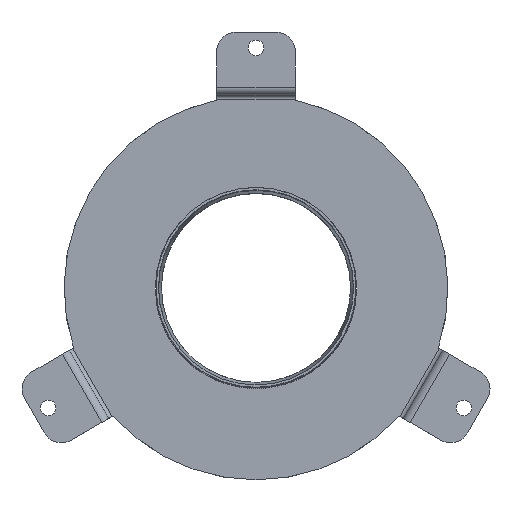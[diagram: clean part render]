
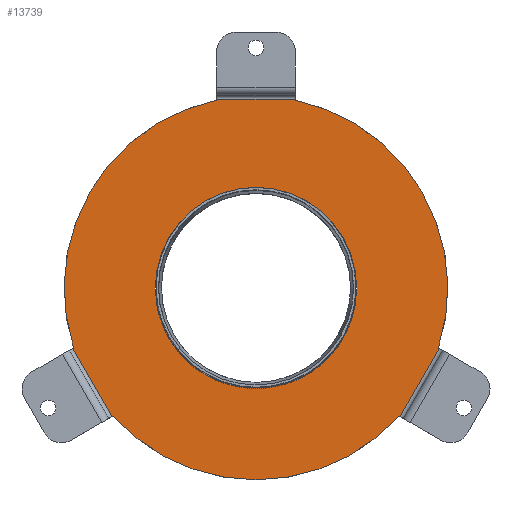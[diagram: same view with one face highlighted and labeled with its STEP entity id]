
A CAD part, top view. The second image highlights one B-rep face of the part: STEP entity #13739.
In plain terms, the highlighted planar face has unit normal (0, 0, 1).
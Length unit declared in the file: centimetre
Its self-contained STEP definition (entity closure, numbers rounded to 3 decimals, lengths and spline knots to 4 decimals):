
#187=FACE_BOUND('',#2452,.T.);
#247=PLANE('',#20078);
#1343=FACE_OUTER_BOUND('',#2451,.T.);
#2451=EDGE_LOOP('',(#8701,#8702,#8703,#8704,#8705,#8706,#8707,#8708,#8709,
#8710,#8711,#8712,#8713,#8714,#8715,#8716,#8717,#8718));
#2452=EDGE_LOOP('',(#8719,#8720,#8721,#8722));
#3496=CIRCLE('',#19939,49.6);
#3498=CIRCLE('',#19944,51.15);
#3516=CIRCLE('',#19975,0.5);
#3518=CIRCLE('',#19979,0.5);
#3520=CIRCLE('',#19982,97.5);
#3522=CIRCLE('',#19985,0.5);
#3524=CIRCLE('',#19989,0.5);
#3526=CIRCLE('',#19992,97.5);
#3528=CIRCLE('',#19995,0.5);
#3530=CIRCLE('',#19999,0.5);
#3531=CIRCLE('',#20001,97.5);
#3752=VERTEX_POINT('',#26495);
#3753=VERTEX_POINT('',#26496);
#3756=VERTEX_POINT('',#26504);
#3758=VERTEX_POINT('',#26510);
#3795=VERTEX_POINT('',#26609);
#3796=VERTEX_POINT('',#26611);
#3798=VERTEX_POINT('',#26617);
#3801=VERTEX_POINT('',#26624);
#3802=VERTEX_POINT('',#26626);
#3804=VERTEX_POINT('',#26632);
#3806=VERTEX_POINT('',#26638);
#3808=VERTEX_POINT('',#26644);
#3811=VERTEX_POINT('',#26651);
#3812=VERTEX_POINT('',#26653);
#3814=VERTEX_POINT('',#26659);
#3816=VERTEX_POINT('',#26665);
#3818=VERTEX_POINT('',#26671);
#3821=VERTEX_POINT('',#26678);
#3822=VERTEX_POINT('',#26680);
#3855=VERTEX_POINT('',#26819);
#3858=VERTEX_POINT('',#26838);
#3861=VERTEX_POINT('',#26857);
#5637=EDGE_CURVE('',#3752,#3753,#3496,.T.);
#5641=EDGE_CURVE('',#3753,#3756,#15060,.T.);
#5644=EDGE_CURVE('',#3758,#3752,#15063,.T.);
#5647=EDGE_CURVE('',#3756,#3758,#3498,.T.);
#5693=EDGE_CURVE('',#3795,#3796,#3516,.T.);
#5697=EDGE_CURVE('',#3798,#3795,#15097,.T.);
#5700=EDGE_CURVE('',#3801,#3802,#3518,.T.);
#5704=EDGE_CURVE('',#3804,#3801,#3520,.T.);
#5707=EDGE_CURVE('',#3806,#3804,#3522,.T.);
#5710=EDGE_CURVE('',#3808,#3806,#15104,.T.);
#5713=EDGE_CURVE('',#3811,#3812,#3524,.T.);
#5717=EDGE_CURVE('',#3814,#3811,#3526,.T.);
#5720=EDGE_CURVE('',#3816,#3814,#3528,.T.);
#5723=EDGE_CURVE('',#3818,#3816,#15111,.T.);
#5726=EDGE_CURVE('',#3821,#3822,#3530,.T.);
#5728=EDGE_CURVE('',#3796,#3821,#3531,.T.);
#5799=EDGE_CURVE('',#3808,#3855,#15164,.T.);
#5809=EDGE_CURVE('',#3798,#3858,#15170,.T.);
#5819=EDGE_CURVE('',#3818,#3861,#15176,.T.);
#5820=EDGE_CURVE('',#3812,#3855,#15177,.T.);
#5821=EDGE_CURVE('',#3822,#3861,#15178,.T.);
#5822=EDGE_CURVE('',#3802,#3858,#15179,.T.);
#8701=ORIENTED_EDGE('',*,*,#5799,.T.);
#8702=ORIENTED_EDGE('',*,*,#5820,.F.);
#8703=ORIENTED_EDGE('',*,*,#5713,.F.);
#8704=ORIENTED_EDGE('',*,*,#5717,.F.);
#8705=ORIENTED_EDGE('',*,*,#5720,.F.);
#8706=ORIENTED_EDGE('',*,*,#5723,.F.);
#8707=ORIENTED_EDGE('',*,*,#5819,.T.);
#8708=ORIENTED_EDGE('',*,*,#5821,.F.);
#8709=ORIENTED_EDGE('',*,*,#5726,.F.);
#8710=ORIENTED_EDGE('',*,*,#5728,.F.);
#8711=ORIENTED_EDGE('',*,*,#5693,.F.);
#8712=ORIENTED_EDGE('',*,*,#5697,.F.);
#8713=ORIENTED_EDGE('',*,*,#5809,.T.);
#8714=ORIENTED_EDGE('',*,*,#5822,.F.);
#8715=ORIENTED_EDGE('',*,*,#5700,.F.);
#8716=ORIENTED_EDGE('',*,*,#5704,.F.);
#8717=ORIENTED_EDGE('',*,*,#5707,.F.);
#8718=ORIENTED_EDGE('',*,*,#5710,.F.);
#8719=ORIENTED_EDGE('',*,*,#5647,.T.);
#8720=ORIENTED_EDGE('',*,*,#5644,.T.);
#8721=ORIENTED_EDGE('',*,*,#5637,.T.);
#8722=ORIENTED_EDGE('',*,*,#5641,.T.);
#13739=ADVANCED_FACE('',(#1343,#187),#247,.T.);
#15060=LINE('',#26505,#17481);
#15063=LINE('',#26511,#17484);
#15097=LINE('',#26619,#17518);
#15104=LINE('',#26646,#17525);
#15111=LINE('',#26673,#17532);
#15164=LINE('',#26824,#17585);
#15170=LINE('',#26843,#17591);
#15176=LINE('',#26862,#17597);
#15177=LINE('',#26864,#17598);
#15178=LINE('',#26865,#17599);
#15179=LINE('',#26866,#17600);
#17481=VECTOR('',#21394,1.);
#17484=VECTOR('',#21399,1.);
#17518=VECTOR('',#21501,10.);
#17525=VECTOR('',#21528,10.);
#17532=VECTOR('',#21555,10.);
#17585=VECTOR('',#21730,10.);
#17591=VECTOR('',#21756,10.);
#17597=VECTOR('',#21782,10.);
#17598=VECTOR('',#21785,10.);
#17599=VECTOR('',#21786,10.);
#17600=VECTOR('',#21787,10.);
#19939=AXIS2_PLACEMENT_3D('',#26497,#21386,#21387);
#19944=AXIS2_PLACEMENT_3D('',#26516,#21404,#21405);
#19975=AXIS2_PLACEMENT_3D('',#26612,#21494,#21495);
#19979=AXIS2_PLACEMENT_3D('',#26627,#21507,#21508);
#19982=AXIS2_PLACEMENT_3D('',#26634,#21515,#21516);
#19985=AXIS2_PLACEMENT_3D('',#26640,#21522,#21523);
#19989=AXIS2_PLACEMENT_3D('',#26654,#21534,#21535);
#19992=AXIS2_PLACEMENT_3D('',#26661,#21542,#21543);
#19995=AXIS2_PLACEMENT_3D('',#26667,#21549,#21550);
#19999=AXIS2_PLACEMENT_3D('',#26681,#21561,#21562);
#20001=AXIS2_PLACEMENT_3D('',#26684,#21566,#21567);
#20078=AXIS2_PLACEMENT_3D('',#26863,#21783,#21784);
#21386=DIRECTION('center_axis',(0.,0.,-1.));
#21387=DIRECTION('ref_axis',(0.985,-0.174,0.));
#21394=DIRECTION('',(-0.985,-0.174,0.));
#21399=DIRECTION('',(-0.985,0.174,0.));
#21404=DIRECTION('center_axis',(0.,0.,-1.));
#21405=DIRECTION('ref_axis',(-1.,0.,0.));
#21494=DIRECTION('center_axis',(0.,0.,
1.));
#21495=DIRECTION('ref_axis',(0.933,-0.359,0.));
#21501=DIRECTION('',(0.866,0.5,0.));
#21507=DIRECTION('center_axis',(0.,0.,
1.));
#21508=DIRECTION('ref_axis',(0.156,0.988,0.));
#21515=DIRECTION('center_axis',(0.,0.,
-1.));
#21516=DIRECTION('ref_axis',(0.745,0.667,0.));
#21522=DIRECTION('center_axis',(0.,0.,
1.));
#21523=DIRECTION('ref_axis',(-0.156,0.988,0.));
#21528=DIRECTION('',(-0.866,0.5,0.));
#21534=DIRECTION('center_axis',(0.,0.,
1.));
#21535=DIRECTION('ref_axis',(-0.933,-0.359,0.));
#21542=DIRECTION('center_axis',(0.,0.,
-1.));
#21543=DIRECTION('ref_axis',(-0.95,0.312,0.));
#21549=DIRECTION('center_axis',(0.,0.,
1.));
#21550=DIRECTION('ref_axis',(-0.778,-0.629,0.));
#21555=DIRECTION('',(0.,-1.,0.));
#21561=DIRECTION('center_axis',(0.,0.,
1.));
#21562=DIRECTION('ref_axis',(0.778,-0.629,0.));
#21566=DIRECTION('center_axis',(0.,0.,
-1.));
#21567=DIRECTION('ref_axis',(0.205,-0.979,0.));
#21730=DIRECTION('',(0.5,0.866,0.));
#21756=DIRECTION('',(0.5,-0.866,0.));
#21782=DIRECTION('',(-1.,0.,0.));
#21783=DIRECTION('center_axis',(0.,0.,
1.));
#21784=DIRECTION('ref_axis',(0.,-1.,0.));
#21785=DIRECTION('',(0.866,-0.5,0.));
#21786=DIRECTION('',(0.,1.,0.));
#21787=DIRECTION('',(-0.866,-0.5,0.));
#26495=CARTESIAN_POINT('',(75.6358,-8.6129,14.3515));
#26496=CARTESIAN_POINT('',(-22.0571,-8.6129,14.3515));
#26497=CARTESIAN_POINT('Origin',(26.7894,0.,
14.3515));
#26504=CARTESIAN_POINT('',(-23.5836,-8.8821,14.3515));
#26505=CARTESIAN_POINT('',(-22.0571,-8.6129,14.3515));
#26510=CARTESIAN_POINT('',(77.1623,-8.8821,14.3515));
#26511=CARTESIAN_POINT('',(77.1623,-8.8821,14.3515));
#26516=CARTESIAN_POINT('Origin',(26.7894,0.,
14.3515));
#26609=CARTESIAN_POINT('',(-66.2035,-30.5954,14.3515));
#26611=CARTESIAN_POINT('',(-65.9778,-30.0085,14.3515));
#26612=CARTESIAN_POINT('Origin',(-66.4535,-30.1624,14.3515));
#26617=CARTESIAN_POINT('',(-66.3491,-30.6795,14.3515));
#26619=CARTESIAN_POINT('',(-67.6481,-31.4295,14.3515));
#26624=CARTESIAN_POINT('',(-45.5824,-65.3344,14.3515));
#26626=CARTESIAN_POINT('',(-46.2035,-65.2365,14.3515));
#26627=CARTESIAN_POINT('Origin',(-45.9535,-65.6695,14.3515));
#26632=CARTESIAN_POINT('',(99.1611,-65.3344,14.3515));
#26634=CARTESIAN_POINT('Origin',(26.7894,0.,
14.3515));
#26638=CARTESIAN_POINT('',(99.7822,-65.2365,14.3515));
#26640=CARTESIAN_POINT('Origin',(99.5322,-65.6695,14.3515));
#26644=CARTESIAN_POINT('',(99.9278,-65.3205,14.3515));
#26646=CARTESIAN_POINT('',(101.2268,-66.0705,14.3515));
#26651=CARTESIAN_POINT('',(119.5565,-30.0085,14.3515));
#26653=CARTESIAN_POINT('',(119.7822,-30.5954,14.3515));
#26654=CARTESIAN_POINT('Origin',(120.0322,-30.1624,14.3515));
#26659=CARTESIAN_POINT('',(47.1848,95.3429,14.3515));
#26661=CARTESIAN_POINT('Origin',(26.7894,0.,
14.3515));
#26665=CARTESIAN_POINT('',(46.7894,95.8319,14.3515));
#26667=CARTESIAN_POINT('Origin',(47.2894,95.8319,14.3515));
#26671=CARTESIAN_POINT('',(46.7894,96.,14.3515));
#26673=CARTESIAN_POINT('',(46.7894,97.5,14.3515));
#26678=CARTESIAN_POINT('',(6.3939,95.3429,14.3515));
#26680=CARTESIAN_POINT('',(6.7894,95.8319,14.3515));
#26681=CARTESIAN_POINT('Origin',(6.2894,95.8319,14.3515));
#26684=CARTESIAN_POINT('Origin',(26.7894,0.,
14.3515));
#26819=CARTESIAN_POINT('',(119.9278,-30.6795,14.3515));
#26824=CARTESIAN_POINT('',(114.9278,-39.3397,14.3515));
#26838=CARTESIAN_POINT('',(-46.3491,-65.3205,14.3515));
#26843=CARTESIAN_POINT('',(-51.3491,-56.6603,14.3515));
#26857=CARTESIAN_POINT('',(6.7894,96.,14.3515));
#26862=CARTESIAN_POINT('',(16.7894,96.,14.3515));
#26863=CARTESIAN_POINT('Origin',(26.7894,0.,
14.3515));
#26864=CARTESIAN_POINT('',(121.2268,-31.4295,14.3515));
#26865=CARTESIAN_POINT('',(6.7894,97.5,14.3515));
#26866=CARTESIAN_POINT('',(-47.6481,-66.0705,14.3515));
